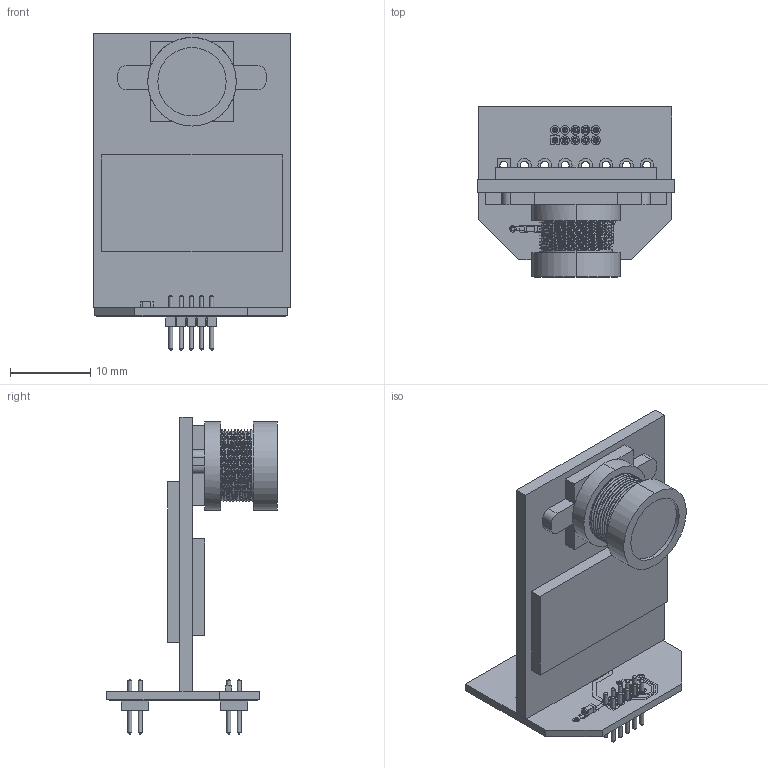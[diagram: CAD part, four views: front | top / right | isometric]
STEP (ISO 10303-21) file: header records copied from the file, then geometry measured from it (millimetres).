
FILE_DESCRIPTION(('FreeCAD Model'),'2;1');
FILE_NAME('Open CASCADE Shape Model','2021-11-12T10:45:21',('Author'),( ''),'Open CASCADE STEP processor 7.5','FreeCAD','Unknown');
FILE_SCHEMA(('AUTOMOTIVE_DESIGN { 1 0 10303 214 1 1 1 1 }'));
Length unit declared in the file: millimetre
Products named in the file (15): Camera; Board_Geoms_150e; Pcb_150e; topPads_150e; topTracks_150e; botPads_150e; botTracks_150e; botZones_150e; Step_Models_150e; Top_150e; J2_ASSEMBLY_61432F3D; Body; LeadsArray; U1_Arducam_OV2640_61432450; C1_C_0603_1608Metric_61432400
Assembly tree (15 placements, depth 5):
  Camera
    Board_Geoms_150e
      Pcb_150e
      topPads_150e
      topTracks_150e
      botPads_150e
      botTracks_150e
      botZones_150e
    Step_Models_150e
      Top_150e
        J2_ASSEMBLY_61432F3D  x2
          Body
          LeadsArray
        U1_Arducam_OV2640_61432450
        C1_C_0603_1608Metric_61432400
Bounding box: 24.4 x 21.18 x 39.4 mm (x, y, z)
Volume: 3712.1 mm3; surface area: 4323.2 mm2
Topology: 25 solids, 100 shells, 426 faces, 2488 edges, 2875 vertices
Faces by surface type: plane 289, cylinder 94, cone 40, bspline 3
Full cylindrical faces by diameter (mm): 0.5 x20, 0.7 x20, 1 x8
Entity records: 24141 total; most frequent: CARTESIAN_POINT 6172, DIRECTION 3332, ORIENTED_EDGE 2582, EDGE_CURVE 2030, VERTEX_POINT 1819, LINE 1588, VECTOR 1588, AXIS2_PLACEMENT_3D 872
